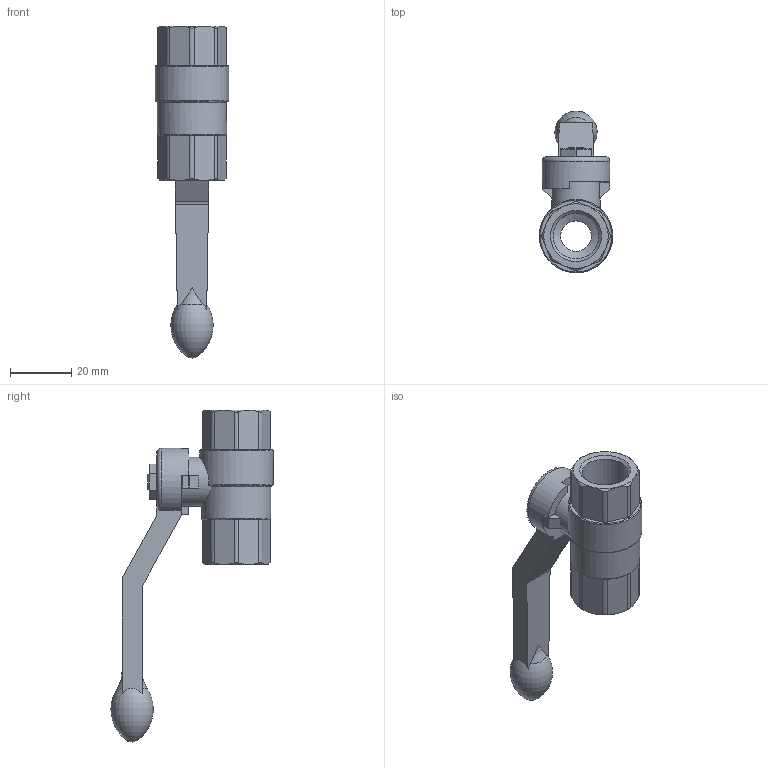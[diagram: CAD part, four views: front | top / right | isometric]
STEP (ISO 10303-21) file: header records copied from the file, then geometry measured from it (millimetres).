
FILE_DESCRIPTION(/* description */ ('STEP AP214'),/* implementation_level */ '2;1');
FILE_NAME(/* name */ '4405685_VZBM-3_8-RP-50-D-2-M-B2B3',/* time_stamp */ '2024-09-18T02:44:02+02:00',/* author */ ('License CC BY-ND 4.0'),/* organization */ ('CADENAS'),/* preprocessor_version */ 'ST-DEVELOPER v19.3',/* originating_system */ 'PARTsolutions',/* authorisation */ ' ');
FILE_SCHEMA (('AUTOMOTIVE_DESIGN {1 0 10303 214 3 1 1}'));
Length unit declared in the file: millimetre
Products named in the file (1): 4405685 VZBM-3/8-RP-50-D-2-M-B2B3
Bounding box: 24 x 52.99 x 108.5 mm (x, y, z)
Volume: 24330.8 mm3; surface area: 10485 mm2
Topology: 1 solids, 1 shells, 135 faces, 350 edges, 222 vertices
Faces by surface type: plane 62, cone 33, cylinder 28, torus 11, sphere 1
Full cylindrical faces by diameter (mm): 10 x1, 13.3 x1, 14.95 x2, 16 x1, 22.6 x1, 24 x1
Entity records: 4100 total; most frequent: CARTESIAN_POINT 1009, ORIENTED_EDGE 648, DIRECTION 602, EDGE_CURVE 324, AXIS2_PLACEMENT_3D 244, VERTEX_POINT 213, EDGE_LOOP 159, FACE_BOUND 159
